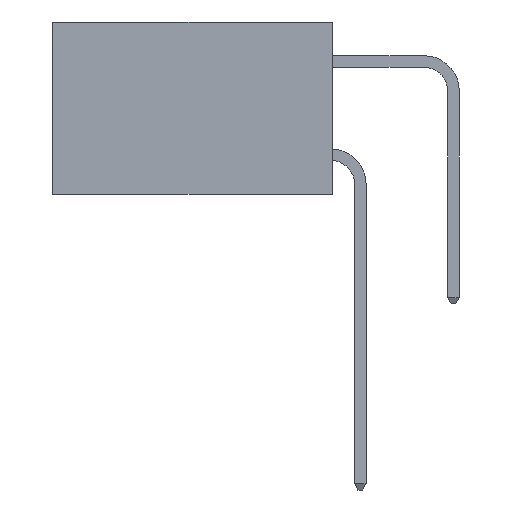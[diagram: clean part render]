
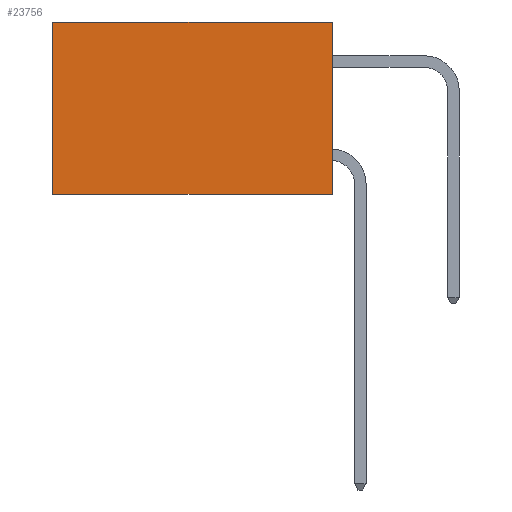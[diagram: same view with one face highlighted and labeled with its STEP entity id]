
A CAD part, left-side view. The second image highlights one B-rep face of the part: STEP entity #23756.
In plain terms, the highlighted planar face has unit normal (-1, 0, 0).
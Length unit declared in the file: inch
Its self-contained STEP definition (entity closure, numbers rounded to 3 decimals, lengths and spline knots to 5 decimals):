
#1166 = EDGE_CURVE ( 'NONE', #2642, #25562, #19098, .T. ) ;
#1360 = FACE_OUTER_BOUND ( 'NONE', #6832, .T. ) ;
#1420 = CARTESIAN_POINT ( 'NONE',  ( 0.2615, 0., -0.37 ) ) ;
#2642 = VERTEX_POINT ( 'NONE', #23429 ) ;
#3266 = ORIENTED_EDGE ( 'NONE', *, *, #6915, .F. ) ;
#3529 = DIRECTION ( 'NONE',  ( 0., 1., 0. ) ) ;
#4882 = LINE ( 'NONE', #1420, #15578 ) ;
#5015 = VECTOR ( 'NONE', #15609, 39.37008 ) ;
#6832 = EDGE_LOOP ( 'NONE', ( #22434, #25232, #3266, #21227 ) ) ;
#6915 = EDGE_CURVE ( 'NONE', #2642, #13672, #22071, .T. ) ;
#8397 = DIRECTION ( 'NONE',  ( 0., 0., -1. ) ) ;
#9609 = DIRECTION ( 'NONE',  ( 1., 0., 0. ) ) ;
#9883 = EDGE_CURVE ( 'NONE', #13672, #18944, #4882, .T. ) ;
#9897 = CARTESIAN_POINT ( 'NONE',  ( 0.2615, 0.6, -0.37 ) ) ;
#13337 = VECTOR ( 'NONE', #13724, 39.37008 ) ;
#13672 = VERTEX_POINT ( 'NONE', #25653 ) ;
#13724 = DIRECTION ( 'NONE',  ( 0., 1., 0. ) ) ;
#15238 = EDGE_CURVE ( 'NONE', #25562, #18944, #18994, .T. ) ;
#15578 = VECTOR ( 'NONE', #3529, 39.37008 ) ;
#15609 = DIRECTION ( 'NONE',  ( 0., 0., -1. ) ) ;
#16821 = CARTESIAN_POINT ( 'NONE',  ( 0.2615, 0.6, -0.37 ) ) ;
#18944 = VERTEX_POINT ( 'NONE', #9897 ) ;
#18994 = LINE ( 'NONE', #16821, #23311 ) ;
#19098 = LINE ( 'NONE', #19620, #13337 ) ;
#19276 = AXIS2_PLACEMENT_3D ( 'NONE', #22437, #9609, #24568 ) ;
#19620 = CARTESIAN_POINT ( 'NONE',  ( 0.2615, 0., 0. ) ) ;
#20195 = PLANE ( 'NONE',  #19276 ) ;
#21227 = ORIENTED_EDGE ( 'NONE', *, *, #1166, .T. ) ;
#22071 = LINE ( 'NONE', #24112, #5015 ) ;
#22434 = ORIENTED_EDGE ( 'NONE', *, *, #15238, .T. ) ;
#22437 = CARTESIAN_POINT ( 'NONE',  ( 0.2615, 0., -0.37 ) ) ;
#23311 = VECTOR ( 'NONE', #8397, 39.37008 ) ;
#23429 = CARTESIAN_POINT ( 'NONE',  ( 0.2615, 0., 0. ) ) ;
#23756 = ADVANCED_FACE ( 'NONE', ( #1360 ), #20195, .F. ) ;
#24093 = CARTESIAN_POINT ( 'NONE',  ( 0.2615, 0.6, 0. ) ) ;
#24112 = CARTESIAN_POINT ( 'NONE',  ( 0.2615, 0., -0.37 ) ) ;
#24568 = DIRECTION ( 'NONE',  ( 0., 0., -1. ) ) ;
#25232 = ORIENTED_EDGE ( 'NONE', *, *, #9883, .F. ) ;
#25562 = VERTEX_POINT ( 'NONE', #24093 ) ;
#25653 = CARTESIAN_POINT ( 'NONE',  ( 0.2615, 0., -0.37 ) ) ;
